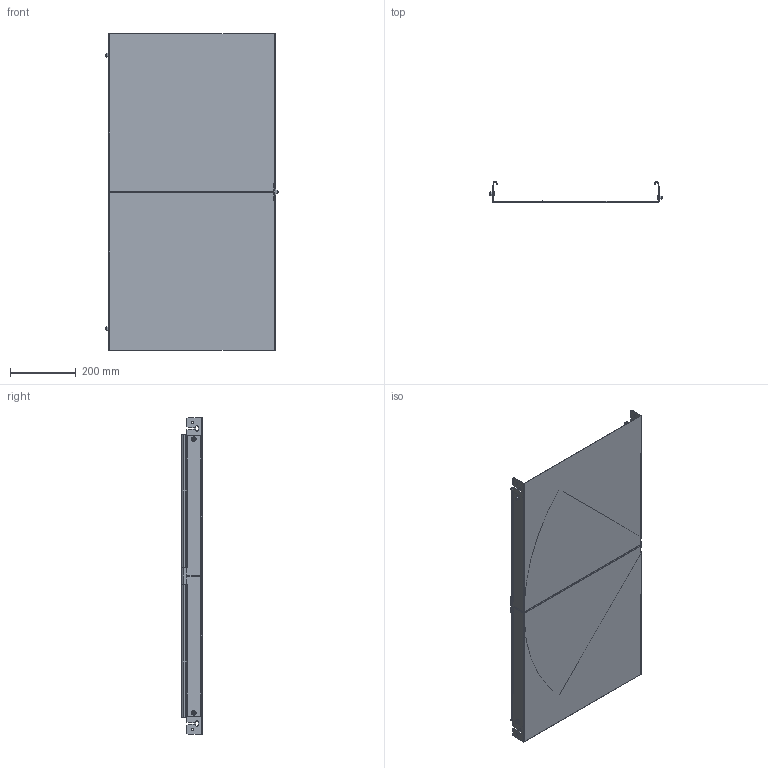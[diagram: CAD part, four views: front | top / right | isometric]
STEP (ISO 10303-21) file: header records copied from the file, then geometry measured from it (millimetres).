
FILE_DESCRIPTION (( 'STEP AP214' ), '1' );
FILE_NAME ('6040490.stp', '2016-08-16T13:08:06', ( '' ), ( '' ), 'SwSTEP 2.0', 'SolidWorks 2014', '' );
FILE_SCHEMA (( 'AUTOMOTIVE_DESIGN' ));
Length unit declared in the file: millimetre
Products named in the file (5): 009561_Hexagon Flange Nut DIN 6923 - M6 - C; KTS 14.001-017_M8x25-; 060501_500; 060500_NB 500; 6040490
Assembly tree (8 placements, depth 2):
  6040490
    060500_NB 500
    060501_500
    KTS 14.001-017_M8x25-  x3
    009561_Hexagon Flange Nut DIN 6923 - M6 - C  x3
Bounding box: 525 x 62 x 960 mm (x, y, z)
Volume: 1318353.7 mm3; surface area: 1769648.8 mm2
Topology: 8 solids, 8 shells, 385 faces, 933 edges, 567 vertices
Faces by surface type: plane 237, cylinder 124, cone 12, sphere 6, torus 6
Entity records: 10073 total; most frequent: DIRECTION 1751, CARTESIAN_POINT 1710, ORIENTED_EDGE 1658, EDGE_CURVE 829, VECTOR 587, LINE 587, AXIS2_PLACEMENT_3D 582, VERTEX_POINT 501
